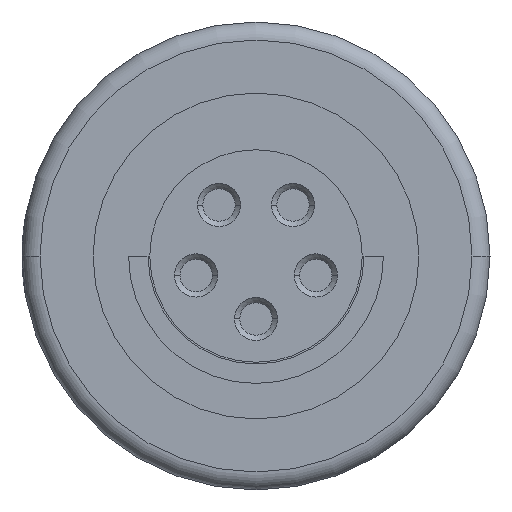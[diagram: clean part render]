
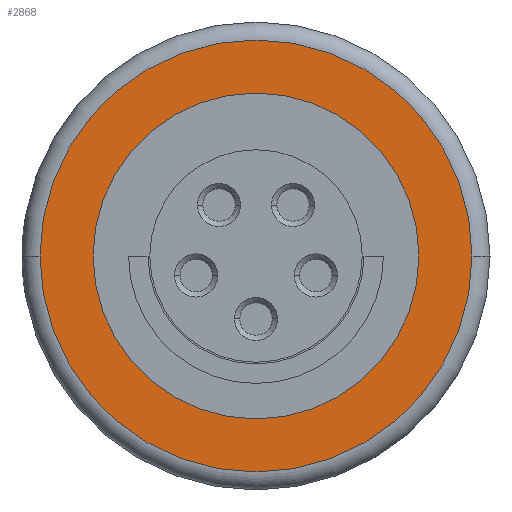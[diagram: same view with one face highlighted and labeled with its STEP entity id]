
A CAD part, left-side view. The second image highlights one B-rep face of the part: STEP entity #2868.
In plain terms, the highlighted planar face has unit normal (-1, 0, 0).
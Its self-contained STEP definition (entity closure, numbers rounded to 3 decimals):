
#127=CARTESIAN_POINT('',(-11.,0.,0.));
#128=DIRECTION('',(-1.,0.,0.));
#129=DIRECTION('',(0.,1.,0.));
#130=AXIS2_PLACEMENT_3D('',#127,#128,#129);
#135=CARTESIAN_POINT('',(-11.,0.,0.));
#136=DIRECTION('',(1.,0.,0.));
#137=DIRECTION('',(0.,1.,0.));
#138=AXIS2_PLACEMENT_3D('',#135,#136,#137);
#143=CARTESIAN_POINT('',(-11.,0.,0.));
#144=DIRECTION('',(-1.,0.,0.));
#145=DIRECTION('',(0.,-1.,0.));
#146=AXIS2_PLACEMENT_3D('',#143,#144,#145);
#151=CARTESIAN_POINT('',(-11.,0.,0.));
#152=DIRECTION('',(-1.,0.,0.));
#153=DIRECTION('',(0.,1.,0.));
#154=AXIS2_PLACEMENT_3D('',#151,#152,#153);
#2681=CARTESIAN_POINT('',(-11.,4.525,0.));
#2683=VERTEX_POINT('',#2681);
#2689=CARTESIAN_POINT('',(-11.,-4.525,0.));
#2691=VERTEX_POINT('',#2689);
#2765=CARTESIAN_POINT('',(-11.,-6.,0.));
#2766=CARTESIAN_POINT('',(-11.,6.,0.));
#2767=VERTEX_POINT('',#2765);
#2768=VERTEX_POINT('',#2766);
#2853=CARTESIAN_POINT('',(-11.,0.,0.));
#2854=DIRECTION('',(1.,0.,0.));
#2855=DIRECTION('',(0.,-1.,0.));
#2856=AXIS2_PLACEMENT_3D('',#2853,#2854,#2855);
#2857=PLANE('',#2856);
#2859=ORIENTED_EDGE('',*,*,#2858,.F.);
#2861=ORIENTED_EDGE('',*,*,#2860,.F.);
#2862=EDGE_LOOP('',(#2859,#2861));
#2863=FACE_OUTER_BOUND('',#2862,.F.);
#2864=ORIENTED_EDGE('',*,*,#2846,.F.);
#2865=ORIENTED_EDGE('',*,*,#2835,.T.);
#2866=EDGE_LOOP('',(#2864,#2865));
#2867=FACE_BOUND('',#2866,.F.);
#131=CIRCLE('',#130,4.525);
#139=CIRCLE('',#138,4.525);
#147=CIRCLE('',#146,6.);
#155=CIRCLE('',#154,6.);
#2835=EDGE_CURVE('',#2683,#2691,#131,.T.);
#2846=EDGE_CURVE('',#2683,#2691,#139,.T.);
#2858=EDGE_CURVE('',#2767,#2768,#147,.T.);
#2860=EDGE_CURVE('',#2768,#2767,#155,.T.);
#2868=ADVANCED_FACE('',(#2863,#2867),#2857,.F.);
